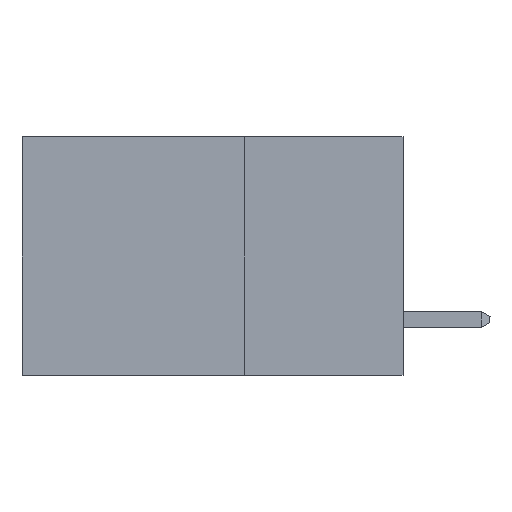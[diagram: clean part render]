
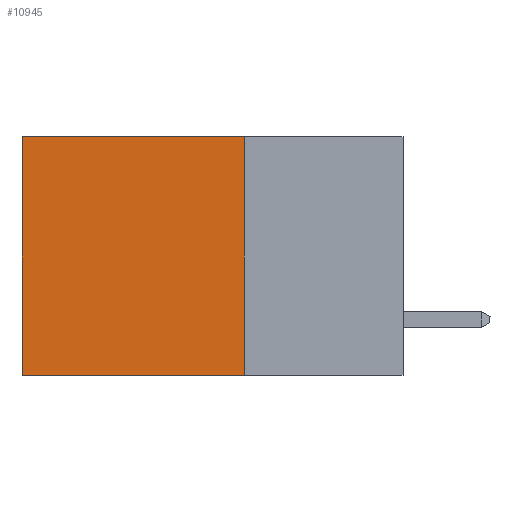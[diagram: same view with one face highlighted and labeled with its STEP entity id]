
A CAD part, left-side view. The second image highlights one B-rep face of the part: STEP entity #10945.
In plain terms, the highlighted planar face has unit normal (-1, 0, 0).
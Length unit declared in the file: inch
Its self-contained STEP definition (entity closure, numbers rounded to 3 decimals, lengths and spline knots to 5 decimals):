
#28 = FACE_OUTER_BOUND ( 'NONE', #10616, .T. ) ;
#47 = ORIENTED_EDGE ( 'NONE', *, *, #18741, .T. ) ;
#2380 = DIRECTION ( 'NONE',  ( 0., 0., -1. ) ) ;
#2396 = VERTEX_POINT ( 'NONE', #2673 ) ;
#2673 = CARTESIAN_POINT ( 'NONE',  ( 0.2875, 0.6, 0. ) ) ;
#2686 = VECTOR ( 'NONE', #10582, 39.37008 ) ;
#2708 = VERTEX_POINT ( 'NONE', #15008 ) ;
#3318 = CARTESIAN_POINT ( 'NONE',  ( 0.2875, 0.6, -0.375 ) ) ;
#5779 = DIRECTION ( 'NONE',  ( 1., 0., 0. ) ) ;
#6103 = CARTESIAN_POINT ( 'NONE',  ( 0.2875, 0.25, -0.375 ) ) ;
#7474 = VECTOR ( 'NONE', #7549, 39.37008 ) ;
#7549 = DIRECTION ( 'NONE',  ( 0., 1., 0. ) ) ;
#7898 = DIRECTION ( 'NONE',  ( 0., 1., 0. ) ) ;
#8003 = CARTESIAN_POINT ( 'NONE',  ( 0.2875, 0.6, -0.375 ) ) ;
#8068 = DIRECTION ( 'NONE',  ( 0., 0., -1. ) ) ;
#8188 = EDGE_CURVE ( 'NONE', #2708, #2396, #20814, .T. ) ;
#8202 = AXIS2_PLACEMENT_3D ( 'NONE', #13922, #5779, #2380 ) ;
#9479 = LINE ( 'NONE', #8003, #19832 ) ;
#10272 = LINE ( 'NONE', #19126, #7474 ) ;
#10582 = DIRECTION ( 'NONE',  ( 0., 0., -1. ) ) ;
#10589 = PLANE ( 'NONE',  #8202 ) ;
#10616 = EDGE_LOOP ( 'NONE', ( #47, #13884, #12721, #11936 ) ) ;
#10807 = LINE ( 'NONE', #17086, #2686 ) ;
#10945 = ADVANCED_FACE ( 'NONE', ( #28 ), #10589, .F. ) ;
#11936 = ORIENTED_EDGE ( 'NONE', *, *, #8188, .T. ) ;
#12721 = ORIENTED_EDGE ( 'NONE', *, *, #17556, .F. ) ;
#13030 = VERTEX_POINT ( 'NONE', #6103 ) ;
#13884 = ORIENTED_EDGE ( 'NONE', *, *, #18323, .F. ) ;
#13922 = CARTESIAN_POINT ( 'NONE',  ( 0.2875, 0.25, -0.375 ) ) ;
#15008 = CARTESIAN_POINT ( 'NONE',  ( 0.2875, 0.25, 0. ) ) ;
#17086 = CARTESIAN_POINT ( 'NONE',  ( 0.2875, 0.25, -0.375 ) ) ;
#17556 = EDGE_CURVE ( 'NONE', #2708, #13030, #10807, .T. ) ;
#17587 = CARTESIAN_POINT ( 'NONE',  ( 0.2875, 0.25, 0. ) ) ;
#18095 = VECTOR ( 'NONE', #7898, 39.37008 ) ;
#18323 = EDGE_CURVE ( 'NONE', #13030, #18708, #10272, .T. ) ;
#18708 = VERTEX_POINT ( 'NONE', #3318 ) ;
#18741 = EDGE_CURVE ( 'NONE', #2396, #18708, #9479, .T. ) ;
#19126 = CARTESIAN_POINT ( 'NONE',  ( 0.2875, 0.25, -0.375 ) ) ;
#19832 = VECTOR ( 'NONE', #8068, 39.37008 ) ;
#20814 = LINE ( 'NONE', #17587, #18095 ) ;
